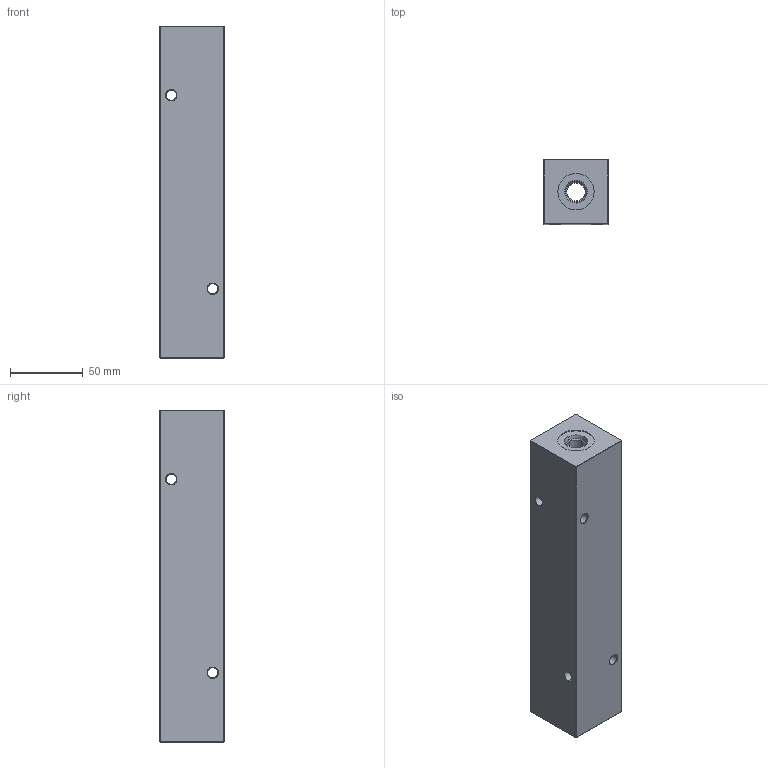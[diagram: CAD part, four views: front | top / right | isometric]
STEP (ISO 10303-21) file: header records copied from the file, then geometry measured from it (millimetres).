
FILE_DESCRIPTION (( 'STEP AP203' ), '1' );
FILE_NAME ('HM-5-0-S-6-2.STEP', '2020-09-28T21:21:38', ( '' ), ( '' ), 'SwSTEP 2.0', 'SolidWorks 2019', '' );
FILE_SCHEMA (( 'CONFIG_CONTROL_DESIGN' ));
Length unit declared in the file: inch
Products named in the file (1): HM-5-0-S-6-2
Bounding box: 44.45 x 44.45 x 228.6 mm (x, y, z)
Volume: 411011.6 mm3; surface area: 58110.6 mm2
Topology: 1 solids, 1 shells, 536 faces, 1380 edges, 886 vertices
Faces by surface type: plane 231, bspline 191, cone 58, cylinder 56
Entity records: 25631 total; most frequent: CARTESIAN_POINT 13788, ORIENTED_EDGE 2760, DIRECTION 1790, EDGE_CURVE 1380, VERTEX_POINT 886, LINE 826, VECTOR 826, EDGE_LOOP 600
